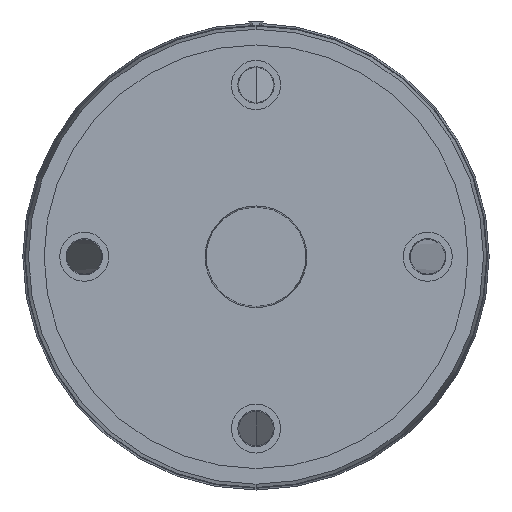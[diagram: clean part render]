
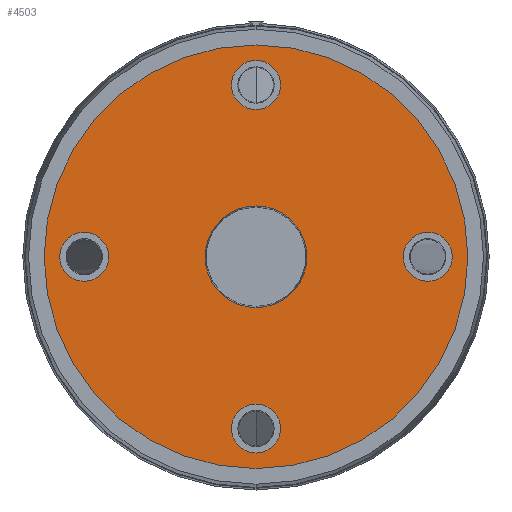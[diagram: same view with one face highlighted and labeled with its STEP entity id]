
A CAD part, front view. The second image highlights one B-rep face of the part: STEP entity #4503.
In plain terms, the highlighted planar face has unit normal (0, -1, 0).
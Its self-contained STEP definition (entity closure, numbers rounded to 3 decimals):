
#622 = VERTEX_POINT ( 'NONE', #1634 ) ;
#624 = VERTEX_POINT ( 'NONE', #1636 ) ;
#625 = VERTEX_POINT ( 'NONE', #1637 ) ;
#629 = VERTEX_POINT ( 'NONE', #1641 ) ;
#630 = VERTEX_POINT ( 'NONE', #1642 ) ;
#631 = VERTEX_POINT ( 'NONE', #1643 ) ;
#639 = VERTEX_POINT ( 'NONE', #1658 ) ;
#640 = VERTEX_POINT ( 'NONE', #1659 ) ;
#642 = VERTEX_POINT ( 'NONE', #1661 ) ;
#643 = VERTEX_POINT ( 'NONE', #1662 ) ;
#647 = VERTEX_POINT ( 'NONE', #1666 ) ;
#649 = VERTEX_POINT ( 'NONE', #1668 ) ;
#855 = ORIENTED_EDGE ( 'NONE', *, *, #3485, .T. ) ;
#856 = ORIENTED_EDGE ( 'NONE', *, *, #2856, .T. ) ;
#858 = ORIENTED_EDGE ( 'NONE', *, *, #5159, .T. ) ;
#859 = ORIENTED_EDGE ( 'NONE', *, *, #3488, .F. ) ;
#860 = ORIENTED_EDGE ( 'NONE', *, *, #5177, .T. ) ;
#864 = ORIENTED_EDGE ( 'NONE', *, *, #5173, .F. ) ;
#869 = ORIENTED_EDGE ( 'NONE', *, *, #2728, .T. ) ;
#870 = ORIENTED_EDGE ( 'NONE', *, *, #2843, .T. ) ;
#872 = ORIENTED_EDGE ( 'NONE', *, *, #5161, .T. ) ;
#875 = ORIENTED_EDGE ( 'NONE', *, *, #5144, .T. ) ;
#877 = ORIENTED_EDGE ( 'NONE', *, *, #3491, .F. ) ;
#880 = ORIENTED_EDGE ( 'NONE', *, *, #5184, .F. ) ;
#1634 = CARTESIAN_POINT ( 'NONE',  ( -27., 0.5, -3.85 ) ) ;
#1636 = CARTESIAN_POINT ( 'NONE',  ( 0., 0.5, 23.15 ) ) ;
#1637 = CARTESIAN_POINT ( 'NONE',  ( 0., 0.5, 30.85 ) ) ;
#1641 = CARTESIAN_POINT ( 'NONE',  ( 0., 0.5, -30.85 ) ) ;
#1642 = CARTESIAN_POINT ( 'NONE',  ( 0., 0.5, -23.15 ) ) ;
#1643 = CARTESIAN_POINT ( 'NONE',  ( 0., 0.5, -7.993 ) ) ;
#1658 = CARTESIAN_POINT ( 'NONE',  ( -27., 0.5, 3.85 ) ) ;
#1659 = CARTESIAN_POINT ( 'NONE',  ( 0., 0.5, -33.293 ) ) ;
#1661 = CARTESIAN_POINT ( 'NONE',  ( 27., 0.5, 3.85 ) ) ;
#1662 = CARTESIAN_POINT ( 'NONE',  ( 0., 0.5, 33.293 ) ) ;
#1666 = CARTESIAN_POINT ( 'NONE',  ( 27., 0.5, -3.85 ) ) ;
#1668 = CARTESIAN_POINT ( 'NONE',  ( 0., 0.5, 7.993 ) ) ;
#1779 = CARTESIAN_POINT ( 'NONE',  ( 27., 0.5, 0. ) ) ;
#1780 = DIRECTION ( 'NONE',  ( 0., 1., 0. ) ) ;
#1781 = DIRECTION ( 'NONE',  ( 0., 0., 1. ) ) ;
#1850 = CARTESIAN_POINT ( 'NONE',  ( 0., 0.5, -27. ) ) ;
#1851 = DIRECTION ( 'NONE',  ( 0., 1., 0. ) ) ;
#1852 = DIRECTION ( 'NONE',  ( 0., 0., 1. ) ) ;
#1891 = CARTESIAN_POINT ( 'NONE',  ( -27., 0.5, 0. ) ) ;
#1892 = DIRECTION ( 'NONE',  ( 0., 1., 0. ) ) ;
#1893 = DIRECTION ( 'NONE',  ( 0., 0., 1. ) ) ;
#2404 = CARTESIAN_POINT ( 'NONE',  ( 0., 0.5, 27. ) ) ;
#2405 = DIRECTION ( 'NONE',  ( 0., 1., 0. ) ) ;
#2406 = DIRECTION ( 'NONE',  ( 0., 0., 1. ) ) ;
#2413 = CARTESIAN_POINT ( 'NONE',  ( 0., 0.5, 0. ) ) ;
#2414 = DIRECTION ( 'NONE',  ( 0., 1., 0. ) ) ;
#2415 = DIRECTION ( 'NONE',  ( 0., 0., 1. ) ) ;
#2427 = CARTESIAN_POINT ( 'NONE',  ( 0., 0.5, 0. ) ) ;
#2428 = DIRECTION ( 'NONE',  ( 0., -1., 0. ) ) ;
#2429 = DIRECTION ( 'NONE',  ( 0., 0., 1. ) ) ;
#2531 = FACE_BOUND ( 'NONE', #4929, .T. ) ;
#2535 = FACE_BOUND ( 'NONE', #4765, .T. ) ;
#2536 = FACE_BOUND ( 'NONE', #4720, .T. ) ;
#2537 = FACE_BOUND ( 'NONE', #4963, .T. ) ;
#2538 = PLANE ( 'NONE',  #3396 ) ;
#2539 = FACE_OUTER_BOUND ( 'NONE', #4973, .T. ) ;
#2541 = FACE_BOUND ( 'NONE', #4647, .T. ) ;
#2542 = CARTESIAN_POINT ( 'NONE',  ( 0., 0.5, 0. ) ) ;
#2543 = DIRECTION ( 'NONE',  ( 0., 1., 0. ) ) ;
#2544 = DIRECTION ( 'NONE',  ( 0., 0., 1. ) ) ;
#2679 = CARTESIAN_POINT ( 'NONE',  ( -27., 0.5, 0. ) ) ;
#2680 = DIRECTION ( 'NONE',  ( 0., 1., 0. ) ) ;
#2681 = DIRECTION ( 'NONE',  ( 0., 0., 1. ) ) ;
#2728 = EDGE_CURVE ( 'NONE', #647, #642, #3335, .T. ) ;
#2843 = EDGE_CURVE ( 'NONE', #629, #630, #3298, .T. ) ;
#2856 = EDGE_CURVE ( 'NONE', #622, #639, #2952, .T. ) ;
#2952 = CIRCLE ( 'NONE', #2958, 3.85 ) ;
#2958 = AXIS2_PLACEMENT_3D ( 'NONE', #1891, #1892, #1893 ) ;
#2986 = CIRCLE ( 'NONE', #3374, 3.85 ) ;
#3060 = AXIS2_PLACEMENT_3D ( 'NONE', #3626, #3627, #3628 ) ;
#3063 = CIRCLE ( 'NONE', #3060, 3.85 ) ;
#3101 = AXIS2_PLACEMENT_3D ( 'NONE', #3647, #3648, #3649 ) ;
#3105 = AXIS2_PLACEMENT_3D ( 'NONE', #3615, #3616, #3617 ) ;
#3106 = CIRCLE ( 'NONE', #3105, 7.993 ) ;
#3107 = AXIS2_PLACEMENT_3D ( 'NONE', #3578, #3579, #3580 ) ;
#3110 = CIRCLE ( 'NONE', #3101, 33.293 ) ;
#3279 = AXIS2_PLACEMENT_3D ( 'NONE', #1850, #1851, #1852 ) ;
#3298 = CIRCLE ( 'NONE', #3279, 3.85 ) ;
#3320 = AXIS2_PLACEMENT_3D ( 'NONE', #1779, #1780, #1781 ) ;
#3335 = CIRCLE ( 'NONE', #3320, 3.85 ) ;
#3358 = AXIS2_PLACEMENT_3D ( 'NONE', #2413, #2414, #2415 ) ;
#3362 = CIRCLE ( 'NONE', #3358, 33.293 ) ;
#3364 = AXIS2_PLACEMENT_3D ( 'NONE', #2427, #2428, #2429 ) ;
#3367 = CIRCLE ( 'NONE', #3364, 7.993 ) ;
#3374 = AXIS2_PLACEMENT_3D ( 'NONE', #2404, #2405, #2406 ) ;
#3396 = AXIS2_PLACEMENT_3D ( 'NONE', #2542, #2543, #2544 ) ;
#3418 = CIRCLE ( 'NONE', #3107, 3.85 ) ;
#3423 = CIRCLE ( 'NONE', #3427, 3.85 ) ;
#3427 = AXIS2_PLACEMENT_3D ( 'NONE', #3572, #3573, #3574 ) ;
#3438 = AXIS2_PLACEMENT_3D ( 'NONE', #2679, #2680, #2681 ) ;
#3442 = CIRCLE ( 'NONE', #3438, 3.85 ) ;
#3485 = EDGE_CURVE ( 'NONE', #624, #625, #2986, .T. ) ;
#3488 = EDGE_CURVE ( 'NONE', #643, #640, #3362, .T. ) ;
#3491 = EDGE_CURVE ( 'NONE', #631, #649, #3367, .T. ) ;
#3572 = CARTESIAN_POINT ( 'NONE',  ( 27., 0.5, 0. ) ) ;
#3573 = DIRECTION ( 'NONE',  ( 0., 1., 0. ) ) ;
#3574 = DIRECTION ( 'NONE',  ( 0., 0., 1. ) ) ;
#3578 = CARTESIAN_POINT ( 'NONE',  ( 0., 0.5, -27. ) ) ;
#3579 = DIRECTION ( 'NONE',  ( 0., 1., 0. ) ) ;
#3580 = DIRECTION ( 'NONE',  ( 0., 0., 1. ) ) ;
#3615 = CARTESIAN_POINT ( 'NONE',  ( 0., 0.5, 0. ) ) ;
#3616 = DIRECTION ( 'NONE',  ( 0., -1., 0. ) ) ;
#3617 = DIRECTION ( 'NONE',  ( 0., 0., 1. ) ) ;
#3626 = CARTESIAN_POINT ( 'NONE',  ( 0., 0.5, 27. ) ) ;
#3627 = DIRECTION ( 'NONE',  ( 0., 1., 0. ) ) ;
#3628 = DIRECTION ( 'NONE',  ( 0., 0., 1. ) ) ;
#3647 = CARTESIAN_POINT ( 'NONE',  ( 0., 0.5, 0. ) ) ;
#3648 = DIRECTION ( 'NONE',  ( 0., 1., 0. ) ) ;
#3649 = DIRECTION ( 'NONE',  ( 0., 0., 1. ) ) ;
#4503 = ADVANCED_FACE ( 'PLANAR_14', ( #2536, #2531, #2539, #2541, #2535, #2537 ), #2538, .F. ) ;
#4647 = EDGE_LOOP ( 'NONE', ( #869, #858 ) ) ;
#4720 = EDGE_LOOP ( 'NONE', ( #856, #875 ) ) ;
#4765 = EDGE_LOOP ( 'NONE', ( #855, #860 ) ) ;
#4929 = EDGE_LOOP ( 'NONE', ( #870, #872 ) ) ;
#4963 = EDGE_LOOP ( 'NONE', ( #877, #864 ) ) ;
#4973 = EDGE_LOOP ( 'NONE', ( #880, #859 ) ) ;
#5144 = EDGE_CURVE ( 'NONE', #639, #622, #3442, .T. ) ;
#5159 = EDGE_CURVE ( 'NONE', #642, #647, #3423, .T. ) ;
#5161 = EDGE_CURVE ( 'NONE', #630, #629, #3418, .T. ) ;
#5173 = EDGE_CURVE ( 'NONE', #649, #631, #3106, .T. ) ;
#5177 = EDGE_CURVE ( 'NONE', #625, #624, #3063, .T. ) ;
#5184 = EDGE_CURVE ( 'NONE', #640, #643, #3110, .T. ) ;
